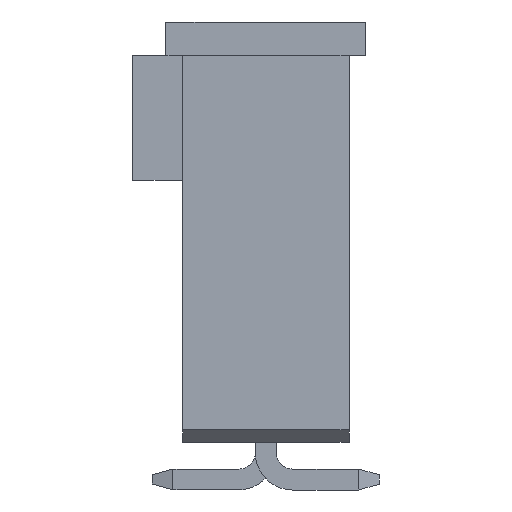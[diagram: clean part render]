
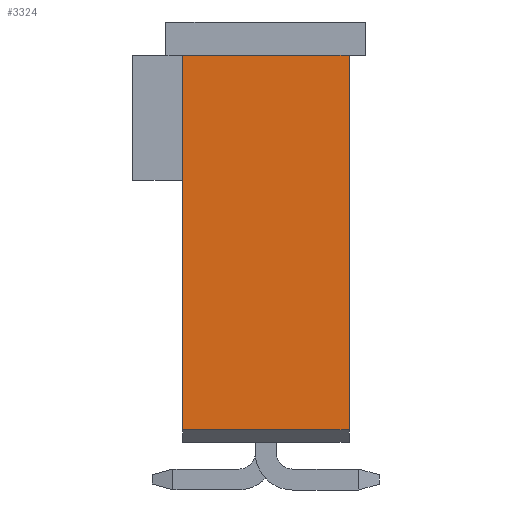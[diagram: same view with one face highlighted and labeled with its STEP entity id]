
A CAD part, left-side view. The second image highlights one B-rep face of the part: STEP entity #3324.
In plain terms, the highlighted planar face has unit normal (-1, 0, 0).
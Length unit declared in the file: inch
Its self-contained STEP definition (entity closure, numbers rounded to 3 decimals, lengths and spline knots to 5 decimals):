
#1=DIRECTION('',(0.,-1.,0.));
#2=VECTOR('',#1,0.2);
#3=CARTESIAN_POINT('',(-0.35,0.1,0.225));
#4=LINE('',#3,#2);
#5=DIRECTION('',(0.,0.,-1.));
#6=VECTOR('',#5,0.45);
#7=CARTESIAN_POINT('',(-0.35,-0.1,0.225));
#8=LINE('',#7,#6);
#9=DIRECTION('',(0.,1.,0.));
#10=VECTOR('',#9,0.2);
#11=CARTESIAN_POINT('',(-0.35,-0.1,-0.225));
#12=LINE('',#11,#10);
#13=DIRECTION('',(0.,0.,1.));
#14=VECTOR('',#13,0.45);
#15=CARTESIAN_POINT('',(-0.35,0.1,-0.225));
#16=LINE('',#15,#14);
#2517=CARTESIAN_POINT('',(-0.35,0.1,0.225));
#2518=CARTESIAN_POINT('',(-0.35,-0.1,0.225));
#2519=VERTEX_POINT('',#2517);
#2520=VERTEX_POINT('',#2518);
#2521=CARTESIAN_POINT('',(-0.35,-0.1,-0.225));
#2522=VERTEX_POINT('',#2521);
#2523=CARTESIAN_POINT('',(-0.35,0.1,-0.225));
#2524=VERTEX_POINT('',#2523);
#3309=CARTESIAN_POINT('',(-0.35,0.,0.));
#3310=DIRECTION('',(1.,0.,0.));
#3311=DIRECTION('',(0.,0.,-1.));
#3312=AXIS2_PLACEMENT_3D('',#3309,#3310,#3311);
#3313=PLANE('',#3312);
#3315=ORIENTED_EDGE('',*,*,#3314,.T.);
#3317=ORIENTED_EDGE('',*,*,#3316,.T.);
#3319=ORIENTED_EDGE('',*,*,#3318,.T.);
#3321=ORIENTED_EDGE('',*,*,#3320,.T.);
#3322=EDGE_LOOP('',(#3315,#3317,#3319,#3321));
#3323=FACE_OUTER_BOUND('',#3322,.F.);
#3324=ADVANCED_FACE('',(#3323),#3313,.F.);
#3314=EDGE_CURVE('',#2519,#2520,#4,.T.);
#3316=EDGE_CURVE('',#2520,#2522,#8,.T.);
#3318=EDGE_CURVE('',#2522,#2524,#12,.T.);
#3320=EDGE_CURVE('',#2524,#2519,#16,.T.);
